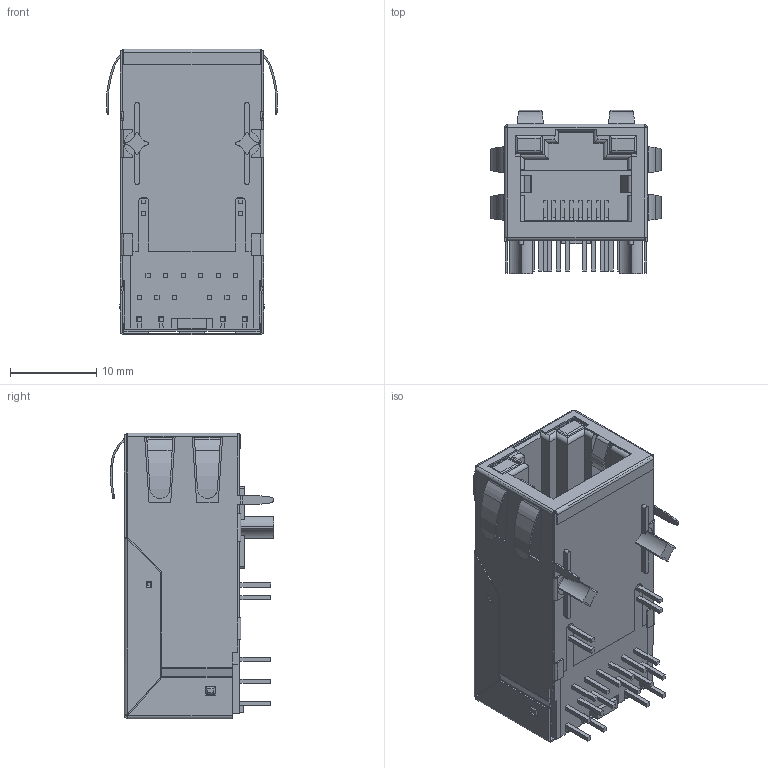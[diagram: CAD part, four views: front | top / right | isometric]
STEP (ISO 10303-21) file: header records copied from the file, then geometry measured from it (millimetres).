
FILE_DESCRIPTION(/* description */ ('Unknown'),/* implementation_level */ '2;1');
FILE_NAME(/* name */ '7499311614',/* time_stamp */ '2020-02-13T09:13:28+01:00',/* author */ ('Unknown'),/* organization */ ('Unknown'),/* preprocessor_version */ 'ST-DEVELOPER v16.7',/* originating_system */ 'DEX',/* authorisation */ $);
FILE_SCHEMA (('AUTOMOTIVE_DESIGN {1 0 10303 214 3 1 1}'));
Length unit declared in the file: millimetre
Products named in the file (3): 7499311614; Base; Shielding
Assembly tree (2 placements, depth 2):
  7499311614
    Base
    Shielding
Bounding box: 19.78 x 18.87 x 33.02 mm (x, y, z)
Volume: 6122.4 mm3; surface area: 7056 mm2
Topology: 2 solids, 2 shells, 776 faces, 2028 edges, 1298 vertices
Faces by surface type: plane 561, cylinder 195, bspline 20
Entity records: 26660 total; most frequent: CARTESIAN_POINT 5292, ORIENTED_EDGE 4054, DIRECTION 3727, EDGE_CURVE 2027, LINE 1533, VECTOR 1533, VERTEX_POINT 1298, AXIS2_PLACEMENT_3D 1097
